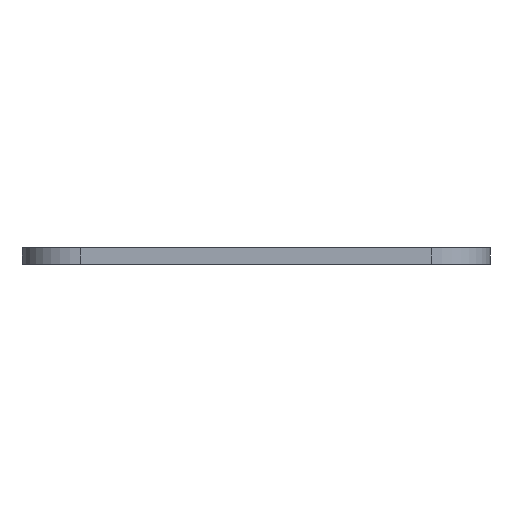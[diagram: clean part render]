
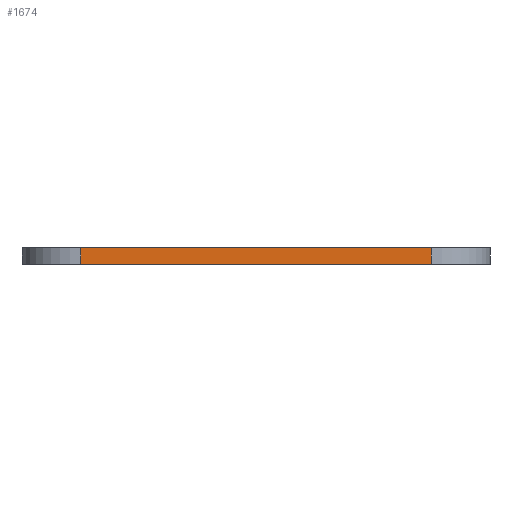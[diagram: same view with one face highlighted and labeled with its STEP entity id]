
A CAD part, front view. The second image highlights one B-rep face of the part: STEP entity #1674.
In plain terms, the highlighted planar face has unit normal (0, -1, 0).
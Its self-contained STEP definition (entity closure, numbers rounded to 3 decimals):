
#468=CARTESIAN_POINT('',(10.5,-80.0,-0.5));
#469=VERTEX_POINT('',#468);
#477=CARTESIAN_POINT('',(-10.5,-80.0,-0.5));
#478=VERTEX_POINT('',#477);
#479=CARTESIAN_POINT('',(-10.5,-80.0,-0.5));
#480=DIRECTION('',(1.0,0.0,0.0));
#481=VECTOR('',#480,21.0);
#482=LINE('',#479,#481);
#483=EDGE_CURVE('',#478,#469,#482,.T.);
#1160=CARTESIAN_POINT('',(-10.5,-80.0,0.5));
#1161=VERTEX_POINT('',#1160);
#1169=CARTESIAN_POINT('',(10.5,-80.0,0.5));
#1170=VERTEX_POINT('',#1169);
#1171=CARTESIAN_POINT('',(10.5,-80.0,0.5));
#1172=DIRECTION('',(-1.0,0.0,0.0));
#1173=VECTOR('',#1172,21.0);
#1174=LINE('',#1171,#1173);
#1175=EDGE_CURVE('',#1170,#1161,#1174,.T.);
#1649=CARTESIAN_POINT('',(10.5,-80.0,0.5));
#1650=DIRECTION('',(0.0,0.0,-1.0));
#1651=VECTOR('',#1650,1.0);
#1652=LINE('',#1649,#1651);
#1653=EDGE_CURVE('',#1170,#469,#1652,.T.);
#1658=CARTESIAN_POINT('',(14.,-80.0,0.0));
#1659=DIRECTION('',(0.0,-1.0,0.0));
#1660=DIRECTION('',(0.0,0.0,-1.0));
#1661=AXIS2_PLACEMENT_3D('',#1658,#1659,#1660);
#1662=PLANE('',#1661);
#1663=ORIENTED_EDGE('',*,*,#1653,.F.);
#1664=ORIENTED_EDGE('',*,*,#1175,.T.);
#1665=CARTESIAN_POINT('',(-10.5,-80.0,-0.5));
#1666=DIRECTION('',(0.0,0.0,1.0));
#1667=VECTOR('',#1666,1.0);
#1668=LINE('',#1665,#1667);
#1669=EDGE_CURVE('',#478,#1161,#1668,.T.);
#1670=ORIENTED_EDGE('',*,*,#1669,.F.);
#1671=ORIENTED_EDGE('',*,*,#483,.T.);
#1672=EDGE_LOOP('',(#1663,#1664,#1670,#1671));
#1673=FACE_OUTER_BOUND('',#1672,.T.);
#1674=ADVANCED_FACE('',(#1673),#1662,.T.);
